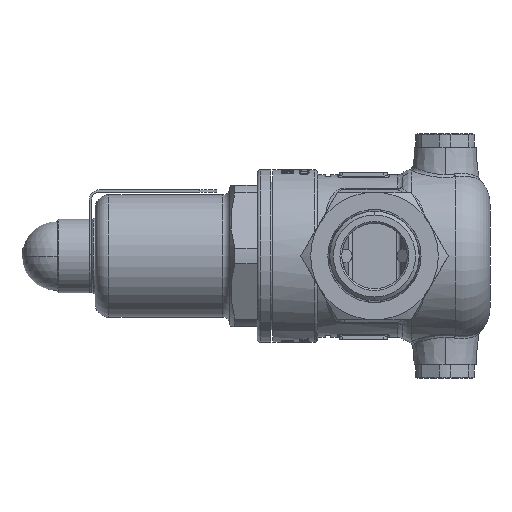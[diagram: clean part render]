
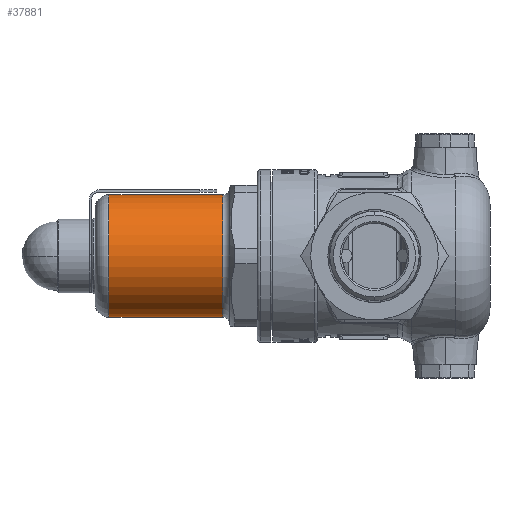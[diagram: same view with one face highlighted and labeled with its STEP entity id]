
A CAD part, left-side view. The second image highlights one B-rep face of the part: STEP entity #37881.
In plain terms, the highlighted cylindrical face has radius 17.75 mm (diameter 35.5 mm), a partial arc.
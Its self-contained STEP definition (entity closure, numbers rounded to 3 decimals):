
#8598 = CIRCLE ( 'NONE', #8629, 17.75 ) ;
#8629 = AXIS2_PLACEMENT_3D ( 'NONE', #54202, #54203, #54204 ) ;
#9169 = VECTOR ( 'NONE', #54061, 1000. ) ;
#10348 = CYLINDRICAL_SURFACE ( 'NONE', #56650, 17.75 ) ;
#10375 = FACE_OUTER_BOUND ( 'NONE', #58530, .T. ) ;
#10383 = CARTESIAN_POINT ( 'NONE',  ( 0., 132.957, 0. ) ) ;
#10410 = DIRECTION ( 'NONE',  ( 0., 1., 0. ) ) ;
#10412 = DIRECTION ( 'NONE',  ( 0., 0., 1. ) ) ;
#11734 = CARTESIAN_POINT ( 'NONE',  ( 0., 44., 17.75 ) ) ;
#12585 = CIRCLE ( 'NONE', #13184, 17.75 ) ;
#12786 = CARTESIAN_POINT ( 'NONE',  ( 0., 77., -17.75 ) ) ;
#12787 = CARTESIAN_POINT ( 'NONE',  ( 0., 77., 17.75 ) ) ;
#13184 = AXIS2_PLACEMENT_3D ( 'NONE', #39019, #39020, #39022 ) ;
#18170 = VECTOR ( 'NONE', #42648, 1000. ) ;
#24087 = CARTESIAN_POINT ( 'NONE',  ( 0., 44., -17.75 ) ) ;
#29533 = VERTEX_POINT ( 'NONE', #24087 ) ;
#29775 = VERTEX_POINT ( 'NONE', #11734 ) ;
#32575 = ORIENTED_EDGE ( 'NONE', *, *, #57509, .F. ) ;
#32604 = ORIENTED_EDGE ( 'NONE', *, *, #58232, .F. ) ;
#37881 = ADVANCED_FACE ( 'NONE', ( #10375 ), #10348, .T. ) ;
#38414 = ORIENTED_EDGE ( 'NONE', *, *, #57893, .T. ) ;
#38825 = ORIENTED_EDGE ( 'NONE', *, *, #57472, .T. ) ;
#39019 = CARTESIAN_POINT ( 'NONE',  ( 0., 44., 0. ) ) ;
#39020 = DIRECTION ( 'NONE',  ( 0., 1., 0. ) ) ;
#39022 = DIRECTION ( 'NONE',  ( 0., 0., 1. ) ) ;
#42639 = LINE ( 'NONE', #42640, #18170 ) ;
#42640 = CARTESIAN_POINT ( 'NONE',  ( 0., 132.957, -17.75 ) ) ;
#42648 = DIRECTION ( 'NONE',  ( 0., 1., 0. ) ) ;
#45787 = VERTEX_POINT ( 'NONE', #12786 ) ;
#45788 = VERTEX_POINT ( 'NONE', #12787 ) ;
#54053 = LINE ( 'NONE', #54059, #9169 ) ;
#54059 = CARTESIAN_POINT ( 'NONE',  ( 0., 132.957, 17.75 ) ) ;
#54061 = DIRECTION ( 'NONE',  ( 0., 1., 0. ) ) ;
#54202 = CARTESIAN_POINT ( 'NONE',  ( 0., 77., 0. ) ) ;
#54203 = DIRECTION ( 'NONE',  ( 0., 1., 0. ) ) ;
#54204 = DIRECTION ( 'NONE',  ( 0., 0., 1. ) ) ;
#56650 = AXIS2_PLACEMENT_3D ( 'NONE', #10383, #10410, #10412 ) ;
#57472 = EDGE_CURVE ( 'NONE', #29775, #45788, #54053, .T. ) ;
#57509 = EDGE_CURVE ( 'NONE', #45787, #45788, #8598, .T. ) ;
#57893 = EDGE_CURVE ( 'NONE', #29533, #29775, #12585, .T. ) ;
#58232 = EDGE_CURVE ( 'NONE', #29533, #45787, #42639, .T. ) ;
#58530 = EDGE_LOOP ( 'NONE', ( #32604, #38414, #38825, #32575 ) ) ;
